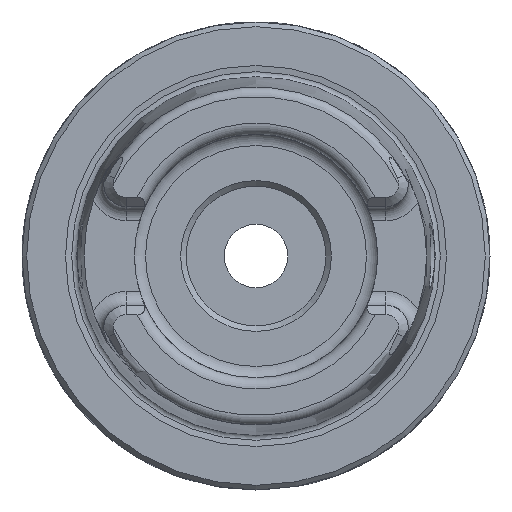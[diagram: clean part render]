
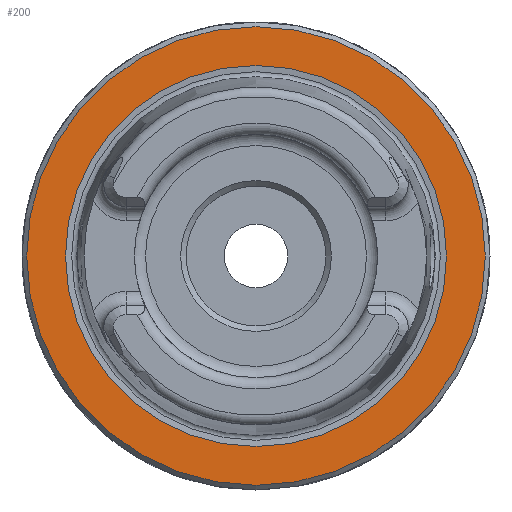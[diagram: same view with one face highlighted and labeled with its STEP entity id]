
A CAD part, left-side view. The second image highlights one B-rep face of the part: STEP entity #200.
In plain terms, the highlighted planar face has unit normal (-1, 0, 0).
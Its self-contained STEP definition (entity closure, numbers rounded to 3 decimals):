
#200 = ADVANCED_FACE( '', ( #545, #546 ), #547, .F. );
#545 = FACE_BOUND( '', #1082, .T. );
#546 = FACE_OUTER_BOUND( '', #1083, .T. );
#547 = PLANE( '', #1084 );
#1082 = EDGE_LOOP( '', ( #1631 ) );
#1083 = EDGE_LOOP( '', ( #1632 ) );
#1084 = AXIS2_PLACEMENT_3D( '', #1633, #1634, #1635 );
#1631 = ORIENTED_EDGE( '', *, *, #2901, .F. );
#1632 = ORIENTED_EDGE( '', *, *, #2902, .T. );
#1633 = CARTESIAN_POINT( '', ( 0., 0., 24.5 ) );
#1634 = DIRECTION( '', ( 1., 0., 0. ) );
#1635 = DIRECTION( '', ( 0., 0., -1. ) );
#2901 = EDGE_CURVE( '', #3413, #3413, #3414, .T. );
#2902 = EDGE_CURVE( '', #3415, #3415, #3416, .T. );
#3413 = VERTEX_POINT( '', #4172 );
#3414 = CIRCLE( '', #4173, 20.354 );
#3415 = VERTEX_POINT( '', #4174 );
#3416 = CIRCLE( '', #4175, 24.5 );
#4172 = CARTESIAN_POINT( '', ( 0., 0., 20.354 ) );
#4173 = AXIS2_PLACEMENT_3D( '', #6207, #6208, #6209 );
#4174 = CARTESIAN_POINT( '', ( 0., 0., 24.5 ) );
#4175 = AXIS2_PLACEMENT_3D( '', #6210, #6211, #6212 );
#6207 = CARTESIAN_POINT( '', ( 0., 0., 0. ) );
#6208 = DIRECTION( '', ( -1., 0., 0. ) );
#6209 = DIRECTION( '', ( 0., 0., 1. ) );
#6210 = CARTESIAN_POINT( '', ( 0., 0., 0. ) );
#6211 = DIRECTION( '', ( -1., 0., 0. ) );
#6212 = DIRECTION( '', ( 0., 0., 1. ) );
